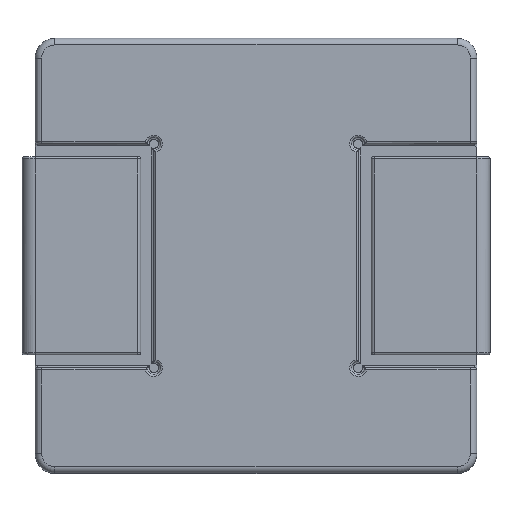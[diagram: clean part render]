
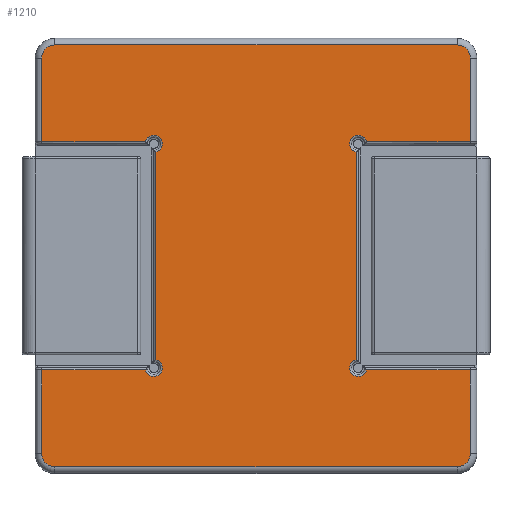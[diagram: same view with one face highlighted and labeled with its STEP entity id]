
A CAD part, top view. The second image highlights one B-rep face of the part: STEP entity #1210.
In plain terms, the highlighted planar face has unit normal (0, 0, 1).
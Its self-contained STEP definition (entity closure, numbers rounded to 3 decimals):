
#1210=ADVANCED_FACE('',(#1736),#1444,.F.);
#1444=PLANE('',#7765);
#1736=FACE_OUTER_BOUND('',#2247,.T.);
#2247=EDGE_LOOP('',(#4262,#4263,#4264,#4265,#4266,#4267,#4268,#4269,#4270,
#4271,#4272,#4273,#4274,#4275,#4276,#4277,#4278,#4279,#4280,#4281));
#2612=LINE('',#11773,#2955);
#2613=LINE('',#11776,#2956);
#2614=LINE('',#11780,#2957);
#2615=LINE('',#11784,#2958);
#2616=LINE('',#11786,#2959);
#2617=LINE('',#11790,#2960);
#2618=LINE('',#11794,#2961);
#2619=LINE('',#11796,#2962);
#2620=LINE('',#11800,#2963);
#2621=LINE('',#11804,#2964);
#2622=LINE('',#11806,#2965);
#2623=LINE('',#11810,#2966);
#2955=VECTOR('',#9319,1.);
#2956=VECTOR('',#9320,1.);
#2957=VECTOR('',#9323,1.);
#2958=VECTOR('',#9326,1.);
#2959=VECTOR('',#9327,1.);
#2960=VECTOR('',#9330,1.);
#2961=VECTOR('',#9333,1.);
#2962=VECTOR('',#9334,1.);
#2963=VECTOR('',#9337,1.);
#2964=VECTOR('',#9340,1.);
#2965=VECTOR('',#9341,1.);
#2966=VECTOR('',#9344,1.);
#4262=ORIENTED_EDGE('',*,*,#6329,.T.);
#4263=ORIENTED_EDGE('',*,*,#6330,.T.);
#4264=ORIENTED_EDGE('',*,*,#6331,.T.);
#4265=ORIENTED_EDGE('',*,*,#6332,.T.);
#4266=ORIENTED_EDGE('',*,*,#6333,.T.);
#4267=ORIENTED_EDGE('',*,*,#6334,.T.);
#4268=ORIENTED_EDGE('',*,*,#6335,.T.);
#4269=ORIENTED_EDGE('',*,*,#6336,.T.);
#4270=ORIENTED_EDGE('',*,*,#6337,.T.);
#4271=ORIENTED_EDGE('',*,*,#6338,.T.);
#4272=ORIENTED_EDGE('',*,*,#6339,.T.);
#4273=ORIENTED_EDGE('',*,*,#6340,.T.);
#4274=ORIENTED_EDGE('',*,*,#6341,.T.);
#4275=ORIENTED_EDGE('',*,*,#6342,.T.);
#4276=ORIENTED_EDGE('',*,*,#6343,.T.);
#4277=ORIENTED_EDGE('',*,*,#6344,.T.);
#4278=ORIENTED_EDGE('',*,*,#6345,.T.);
#4279=ORIENTED_EDGE('',*,*,#6346,.T.);
#4280=ORIENTED_EDGE('',*,*,#6347,.T.);
#4281=ORIENTED_EDGE('',*,*,#6348,.T.);
#5499=VERTEX_POINT('',#11774);
#5500=VERTEX_POINT('',#11775);
#5501=VERTEX_POINT('',#11777);
#5502=VERTEX_POINT('',#11779);
#5503=VERTEX_POINT('',#11781);
#5504=VERTEX_POINT('',#11783);
#5505=VERTEX_POINT('',#11785);
#5506=VERTEX_POINT('',#11787);
#5507=VERTEX_POINT('',#11789);
#5508=VERTEX_POINT('',#11791);
#5509=VERTEX_POINT('',#11793);
#5510=VERTEX_POINT('',#11795);
#5511=VERTEX_POINT('',#11797);
#5512=VERTEX_POINT('',#11799);
#5513=VERTEX_POINT('',#11801);
#5514=VERTEX_POINT('',#11803);
#5515=VERTEX_POINT('',#11805);
#5516=VERTEX_POINT('',#11807);
#5517=VERTEX_POINT('',#11809);
#5518=VERTEX_POINT('',#11811);
#6329=EDGE_CURVE('',#5499,#5500,#2612,.T.);
#6330=EDGE_CURVE('',#5500,#5501,#2613,.T.);
#6331=EDGE_CURVE('',#5501,#5502,#7096,.T.);
#6332=EDGE_CURVE('',#5502,#5503,#2614,.T.);
#6333=EDGE_CURVE('',#5503,#5504,#7097,.T.);
#6334=EDGE_CURVE('',#5504,#5505,#2615,.T.);
#6335=EDGE_CURVE('',#5505,#5506,#2616,.T.);
#6336=EDGE_CURVE('',#5506,#5507,#7098,.T.);
#6337=EDGE_CURVE('',#5507,#5508,#2617,.T.);
#6338=EDGE_CURVE('',#5508,#5509,#7099,.T.);
#6339=EDGE_CURVE('',#5509,#5510,#2618,.T.);
#6340=EDGE_CURVE('',#5510,#5511,#2619,.T.);
#6341=EDGE_CURVE('',#5511,#5512,#7100,.T.);
#6342=EDGE_CURVE('',#5512,#5513,#2620,.T.);
#6343=EDGE_CURVE('',#5513,#5514,#7101,.T.);
#6344=EDGE_CURVE('',#5514,#5515,#2621,.T.);
#6345=EDGE_CURVE('',#5515,#5516,#2622,.T.);
#6346=EDGE_CURVE('',#5516,#5517,#7102,.T.);
#6347=EDGE_CURVE('',#5517,#5518,#2623,.T.);
#6348=EDGE_CURVE('',#5518,#5499,#7103,.T.);
#7096=CIRCLE('',#7757,0.13);
#7097=CIRCLE('',#7758,0.13);
#7098=CIRCLE('',#7759,0.2);
#7099=CIRCLE('',#7760,0.2);
#7100=CIRCLE('',#7761,0.13);
#7101=CIRCLE('',#7762,0.13);
#7102=CIRCLE('',#7763,0.2);
#7103=CIRCLE('',#7764,0.2);
#7757=AXIS2_PLACEMENT_3D('',#11778,#9321,#9322);
#7758=AXIS2_PLACEMENT_3D('',#11782,#9324,#9325);
#7759=AXIS2_PLACEMENT_3D('',#11788,#9328,#9329);
#7760=AXIS2_PLACEMENT_3D('',#11792,#9331,#9332);
#7761=AXIS2_PLACEMENT_3D('',#11798,#9335,#9336);
#7762=AXIS2_PLACEMENT_3D('',#11802,#9338,#9339);
#7763=AXIS2_PLACEMENT_3D('',#11808,#9342,#9343);
#7764=AXIS2_PLACEMENT_3D('',#11812,#9345,#9346);
#7765=AXIS2_PLACEMENT_3D('',#11813,#9347,#9348);
#9319=DIRECTION('',(0.,1.,0.));
#9320=DIRECTION('',(-1.,0.,0.));
#9321=DIRECTION('',(0.,0.,-1.));
#9322=DIRECTION('',(-1.,0.,0.));
#9323=DIRECTION('',(0.,1.,0.));
#9324=DIRECTION('',(0.,0.,-1.));
#9325=DIRECTION('',(-1.,0.,0.));
#9326=DIRECTION('',(1.,0.,0.));
#9327=DIRECTION('',(0.,1.,0.));
#9328=DIRECTION('',(0.,0.,1.));
#9329=DIRECTION('',(-1.,0.,0.));
#9330=DIRECTION('',(-1.,0.,0.));
#9331=DIRECTION('',(0.,0.,1.));
#9332=DIRECTION('',(-1.,0.,0.));
#9333=DIRECTION('',(0.,-1.,0.));
#9334=DIRECTION('',(1.,0.,0.));
#9335=DIRECTION('',(0.,0.,-1.));
#9336=DIRECTION('',(-1.,0.,0.));
#9337=DIRECTION('',(0.,-1.,0.));
#9338=DIRECTION('',(0.,0.,-1.));
#9339=DIRECTION('',(-1.,0.,0.));
#9340=DIRECTION('',(-1.,0.,0.));
#9341=DIRECTION('',(0.,-1.,0.));
#9342=DIRECTION('',(0.,0.,1.));
#9343=DIRECTION('',(-1.,0.,0.));
#9344=DIRECTION('',(1.,0.,0.));
#9345=DIRECTION('',(0.,0.,1.));
#9346=DIRECTION('',(-1.,0.,0.));
#9347=DIRECTION('',(0.,0.,-1.));
#9348=DIRECTION('',(-1.,0.,0.));
#11773=CARTESIAN_POINT('',(3.35,-3.,1.45));
#11774=CARTESIAN_POINT('',(3.35,-3.,1.45));
#11775=CARTESIAN_POINT('',(3.35,-1.73,1.45));
#11776=CARTESIAN_POINT('',(-2.95,-1.73,1.45));
#11777=CARTESIAN_POINT('',(1.776,-1.73,1.45));
#11778=CARTESIAN_POINT('',(1.65,-1.7,1.45));
#11779=CARTESIAN_POINT('',(1.62,-1.574,1.45));
#11780=CARTESIAN_POINT('',(1.62,-3.,1.45));
#11781=CARTESIAN_POINT('',(1.62,1.574,1.45));
#11782=CARTESIAN_POINT('',(1.65,1.7,1.45));
#11783=CARTESIAN_POINT('',(1.776,1.73,1.45));
#11784=CARTESIAN_POINT('',(-2.95,1.73,1.45));
#11785=CARTESIAN_POINT('',(3.35,1.73,1.45));
#11786=CARTESIAN_POINT('',(3.35,-3.,1.45));
#11787=CARTESIAN_POINT('',(3.35,3.,1.45));
#11788=CARTESIAN_POINT('',(3.15,3.,1.45));
#11789=CARTESIAN_POINT('',(3.15,3.2,1.45));
#11790=CARTESIAN_POINT('',(-2.95,3.2,1.45));
#11791=CARTESIAN_POINT('',(-2.95,3.2,1.45));
#11792=CARTESIAN_POINT('',(-2.95,3.,1.45));
#11793=CARTESIAN_POINT('',(-3.15,3.,1.45));
#11794=CARTESIAN_POINT('',(-3.15,-3.,1.45));
#11795=CARTESIAN_POINT('',(-3.15,1.73,1.45));
#11796=CARTESIAN_POINT('',(-1.55,1.73,1.45));
#11797=CARTESIAN_POINT('',(-1.576,1.73,1.45));
#11798=CARTESIAN_POINT('',(-1.45,1.7,1.45));
#11799=CARTESIAN_POINT('',(-1.42,1.574,1.45));
#11800=CARTESIAN_POINT('',(-1.42,-1.6,1.45));
#11801=CARTESIAN_POINT('',(-1.42,-1.574,1.45));
#11802=CARTESIAN_POINT('',(-1.45,-1.7,1.45));
#11803=CARTESIAN_POINT('',(-1.576,-1.73,1.45));
#11804=CARTESIAN_POINT('',(-3.15,-1.73,1.45));
#11805=CARTESIAN_POINT('',(-3.15,-1.73,1.45));
#11806=CARTESIAN_POINT('',(-3.15,-3.,1.45));
#11807=CARTESIAN_POINT('',(-3.15,-3.,1.45));
#11808=CARTESIAN_POINT('',(-2.95,-3.,1.45));
#11809=CARTESIAN_POINT('',(-2.95,-3.2,1.45));
#11810=CARTESIAN_POINT('',(-2.95,-3.2,1.45));
#11811=CARTESIAN_POINT('',(3.15,-3.2,1.45));
#11812=CARTESIAN_POINT('',(3.15,-3.,1.45));
#11813=CARTESIAN_POINT('',(-2.95,-3.,1.45));
